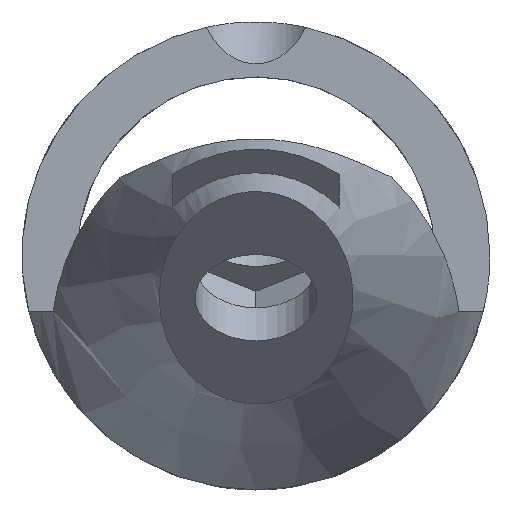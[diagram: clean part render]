
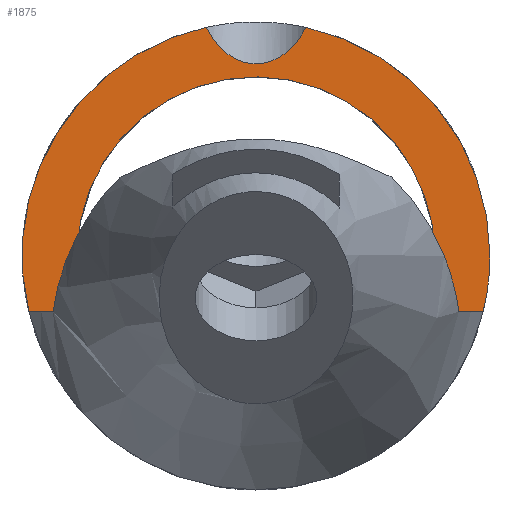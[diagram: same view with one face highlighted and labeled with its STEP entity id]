
A CAD part, top view. The second image highlights one B-rep face of the part: STEP entity #1875.
In plain terms, the highlighted planar face has unit normal (0, 0, 1).
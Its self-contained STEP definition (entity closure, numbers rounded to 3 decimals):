
#24 = VERTEX_POINT('',#25);
#25 = CARTESIAN_POINT('',(20.,0.,9.));
#32 = CYLINDRICAL_SURFACE('',#33,20.);
#33 = AXIS2_PLACEMENT_3D('',#34,#35,#36);
#34 = CARTESIAN_POINT('',(0.,0.,0.));
#35 = DIRECTION('',(-0.,-0.,-1.));
#36 = DIRECTION('',(1.,0.,0.));
#79 = EDGE_CURVE('',#24,#80,#82,.T.);
#80 = VERTEX_POINT('',#81);
#81 = CARTESIAN_POINT('',(4.256,19.542,9.));
#82 = SURFACE_CURVE('',#83,(#88,#95),.PCURVE_S1.);
#83 = CIRCLE('',#84,20.);
#84 = AXIS2_PLACEMENT_3D('',#85,#86,#87);
#85 = CARTESIAN_POINT('',(0.,0.,9.));
#86 = DIRECTION('',(0.,0.,1.));
#87 = DIRECTION('',(1.,0.,0.));
#88 = PCURVE('',#32,#89);
#89 = DEFINITIONAL_REPRESENTATION('',(#90),#94);
#90 = LINE('',#91,#92);
#91 = CARTESIAN_POINT('',(-0.,-9.));
#92 = VECTOR('',#93,1.);
#93 = DIRECTION('',(-1.,0.));
#94 = ( GEOMETRIC_REPRESENTATION_CONTEXT(2) 
PARAMETRIC_REPRESENTATION_CONTEXT() REPRESENTATION_CONTEXT('2D SPACE',''
  ) );
#95 = PCURVE('',#96,#101);
#96 = PLANE('',#97);
#97 = AXIS2_PLACEMENT_3D('',#98,#99,#100);
#98 = CARTESIAN_POINT('',(0.,0.,9.));
#99 = DIRECTION('',(0.,0.,1.));
#100 = DIRECTION('',(1.,0.,0.));
#101 = DEFINITIONAL_REPRESENTATION('',(#102),#106);
#102 = CIRCLE('',#103,20.);
#103 = AXIS2_PLACEMENT_2D('',#104,#105);
#104 = CARTESIAN_POINT('',(0.,0.));
#105 = DIRECTION('',(1.,0.));
#106 = ( GEOMETRIC_REPRESENTATION_CONTEXT(2) 
PARAMETRIC_REPRESENTATION_CONTEXT() REPRESENTATION_CONTEXT('2D SPACE',''
  ) );
#109 = VERTEX_POINT('',#110);
#110 = CARTESIAN_POINT('',(-4.256,19.542,9.));
#218 = CYLINDRICAL_SURFACE('',#219,5.2);
#219 = AXIS2_PLACEMENT_3D('',#220,#221,#222);
#220 = CARTESIAN_POINT('',(0.,16.384,16.384));
#221 = DIRECTION('',(0.,-0.707,0.707));
#222 = DIRECTION('',(1.,0.,0.));
#277 = EDGE_CURVE('',#109,#278,#280,.T.);
#278 = VERTEX_POINT('',#279);
#279 = CARTESIAN_POINT('',(-19.419,-4.787,9.));
#280 = SURFACE_CURVE('',#281,(#286,#293),.PCURVE_S1.);
#281 = CIRCLE('',#282,20.);
#282 = AXIS2_PLACEMENT_3D('',#283,#284,#285);
#283 = CARTESIAN_POINT('',(0.,0.,9.));
#284 = DIRECTION('',(0.,0.,1.));
#285 = DIRECTION('',(1.,0.,0.));
#286 = PCURVE('',#32,#287);
#287 = DEFINITIONAL_REPRESENTATION('',(#288),#292);
#288 = LINE('',#289,#290);
#289 = CARTESIAN_POINT('',(-0.,-9.));
#290 = VECTOR('',#291,1.);
#291 = DIRECTION('',(-1.,0.));
#292 = ( GEOMETRIC_REPRESENTATION_CONTEXT(2) 
PARAMETRIC_REPRESENTATION_CONTEXT() REPRESENTATION_CONTEXT('2D SPACE',''
  ) );
#293 = PCURVE('',#96,#294);
#294 = DEFINITIONAL_REPRESENTATION('',(#295),#299);
#295 = CIRCLE('',#296,20.);
#296 = AXIS2_PLACEMENT_2D('',#297,#298);
#297 = CARTESIAN_POINT('',(0.,0.));
#298 = DIRECTION('',(1.,0.));
#299 = ( GEOMETRIC_REPRESENTATION_CONTEXT(2) 
PARAMETRIC_REPRESENTATION_CONTEXT() REPRESENTATION_CONTEXT('2D SPACE',''
  ) );
#302 = VERTEX_POINT('',#303);
#303 = CARTESIAN_POINT('',(19.419,-4.787,9.));
#330 = EDGE_CURVE('',#302,#24,#331,.T.);
#331 = SURFACE_CURVE('',#332,(#337,#344),.PCURVE_S1.);
#332 = CIRCLE('',#333,20.);
#333 = AXIS2_PLACEMENT_3D('',#334,#335,#336);
#334 = CARTESIAN_POINT('',(0.,0.,9.));
#335 = DIRECTION('',(0.,0.,1.));
#336 = DIRECTION('',(1.,0.,0.));
#337 = PCURVE('',#32,#338);
#338 = DEFINITIONAL_REPRESENTATION('',(#339),#343);
#339 = LINE('',#340,#341);
#340 = CARTESIAN_POINT('',(-0.,-9.));
#341 = VECTOR('',#342,1.);
#342 = DIRECTION('',(-1.,0.));
#343 = ( GEOMETRIC_REPRESENTATION_CONTEXT(2) 
PARAMETRIC_REPRESENTATION_CONTEXT() REPRESENTATION_CONTEXT('2D SPACE',''
  ) );
#344 = PCURVE('',#96,#345);
#345 = DEFINITIONAL_REPRESENTATION('',(#346),#350);
#346 = CIRCLE('',#347,20.);
#347 = AXIS2_PLACEMENT_2D('',#348,#349);
#348 = CARTESIAN_POINT('',(0.,0.));
#349 = DIRECTION('',(1.,0.));
#350 = ( GEOMETRIC_REPRESENTATION_CONTEXT(2) 
PARAMETRIC_REPRESENTATION_CONTEXT() REPRESENTATION_CONTEXT('2D SPACE',''
  ) );
#1875 = ADVANCED_FACE('',(#1876),#96,.T.);
#1876 = FACE_BOUND('',#1877,.T.);
#1877 = EDGE_LOOP('',(#1878,#1913,#1914,#1942,#1971,#1995,#2021,#2022));
#1878 = ORIENTED_EDGE('',*,*,#1879,.F.);
#1879 = EDGE_CURVE('',#109,#80,#1880,.T.);
#1880 = SURFACE_CURVE('',#1881,(#1886,#1893),.PCURVE_S1.);
#1881 = ELLIPSE('',#1882,7.354,5.2);
#1882 = AXIS2_PLACEMENT_3D('',#1883,#1884,#1885);
#1883 = CARTESIAN_POINT('',(0.,23.767,9.));
#1884 = DIRECTION('',(-0.,0.,1.));
#1885 = DIRECTION('',(0.,-1.,0.));
#1886 = PCURVE('',#96,#1887);
#1887 = DEFINITIONAL_REPRESENTATION('',(#1888),#1892);
#1888 = ELLIPSE('',#1889,7.354,5.2);
#1889 = AXIS2_PLACEMENT_2D('',#1890,#1891);
#1890 = CARTESIAN_POINT('',(0.,23.767));
#1891 = DIRECTION('',(0.,-1.));
#1892 = ( GEOMETRIC_REPRESENTATION_CONTEXT(2) 
PARAMETRIC_REPRESENTATION_CONTEXT() REPRESENTATION_CONTEXT('2D SPACE',''
  ) );
#1893 = PCURVE('',#218,#1894);
#1894 = DEFINITIONAL_REPRESENTATION('',(#1895),#1912);
#1895 = B_SPLINE_CURVE_WITH_KNOTS('',8,(#1896,#1897,#1898,#1899,#1900,
    #1901,#1902,#1903,#1904,#1905,#1906,#1907,#1908,#1909,#1910,#1911),
  .UNSPECIFIED.,.F.,.F.,(9,7,9),(4.681,6.267,
    7.854),.UNSPECIFIED.);
#1896 = CARTESIAN_POINT('',(3.11,-10.607));
#1897 = CARTESIAN_POINT('',(3.308,-9.576));
#1898 = CARTESIAN_POINT('',(3.507,-8.538));
#1899 = CARTESIAN_POINT('',(3.705,-7.554));
#1900 = CARTESIAN_POINT('',(3.903,-6.687));
#1901 = CARTESIAN_POINT('',(4.102,-5.992));
#1902 = CARTESIAN_POINT('',(4.3,-5.509));
#1903 = CARTESIAN_POINT('',(4.498,-5.259));
#1904 = CARTESIAN_POINT('',(4.895,-5.226));
#1905 = CARTESIAN_POINT('',(5.093,-5.444));
#1906 = CARTESIAN_POINT('',(5.292,-5.896));
#1907 = CARTESIAN_POINT('',(5.49,-6.564));
#1908 = CARTESIAN_POINT('',(5.688,-7.41));
#1909 = CARTESIAN_POINT('',(5.887,-8.379));
#1910 = CARTESIAN_POINT('',(6.085,-9.411));
#1911 = CARTESIAN_POINT('',(6.283,-10.442));
#1912 = ( GEOMETRIC_REPRESENTATION_CONTEXT(2) 
PARAMETRIC_REPRESENTATION_CONTEXT() REPRESENTATION_CONTEXT('2D SPACE',''
  ) );
#1913 = ORIENTED_EDGE('',*,*,#277,.T.);
#1914 = ORIENTED_EDGE('',*,*,#1915,.F.);
#1915 = EDGE_CURVE('',#1916,#278,#1918,.T.);
#1916 = VERTEX_POINT('',#1917);
#1917 = CARTESIAN_POINT('',(-14.532,-4.787,9.));
#1918 = SURFACE_CURVE('',#1919,(#1923,#1930),.PCURVE_S1.);
#1919 = LINE('',#1920,#1921);
#1920 = CARTESIAN_POINT('',(92.63,-4.787,9.));
#1921 = VECTOR('',#1922,1.);
#1922 = DIRECTION('',(-1.,0.,0.));
#1923 = PCURVE('',#96,#1924);
#1924 = DEFINITIONAL_REPRESENTATION('',(#1925),#1929);
#1925 = LINE('',#1926,#1927);
#1926 = CARTESIAN_POINT('',(92.63,-4.787));
#1927 = VECTOR('',#1928,1.);
#1928 = DIRECTION('',(-1.,0.));
#1929 = ( GEOMETRIC_REPRESENTATION_CONTEXT(2) 
PARAMETRIC_REPRESENTATION_CONTEXT() REPRESENTATION_CONTEXT('2D SPACE',''
  ) );
#1930 = PCURVE('',#1931,#1936);
#1931 = PLANE('',#1932);
#1932 = AXIS2_PLACEMENT_3D('',#1933,#1934,#1935);
#1933 = CARTESIAN_POINT('',(92.63,-4.787,9.));
#1934 = DIRECTION('',(0.,1.,0.));
#1935 = DIRECTION('',(0.,0.,1.));
#1936 = DEFINITIONAL_REPRESENTATION('',(#1937),#1941);
#1937 = LINE('',#1938,#1939);
#1938 = CARTESIAN_POINT('',(0.,0.));
#1939 = VECTOR('',#1940,1.);
#1940 = DIRECTION('',(0.,-1.));
#1941 = ( GEOMETRIC_REPRESENTATION_CONTEXT(2) 
PARAMETRIC_REPRESENTATION_CONTEXT() REPRESENTATION_CONTEXT('2D SPACE',''
  ) );
#1942 = ORIENTED_EDGE('',*,*,#1943,.F.);
#1943 = EDGE_CURVE('',#1944,#1916,#1946,.T.);
#1944 = VERTEX_POINT('',#1945);
#1945 = CARTESIAN_POINT('',(15.3,0.,9.));
#1946 = SURFACE_CURVE('',#1947,(#1952,#1959),.PCURVE_S1.);
#1947 = CIRCLE('',#1948,15.3);
#1948 = AXIS2_PLACEMENT_3D('',#1949,#1950,#1951);
#1949 = CARTESIAN_POINT('',(0.,0.,9.));
#1950 = DIRECTION('',(0.,0.,1.));
#1951 = DIRECTION('',(1.,0.,0.));
#1952 = PCURVE('',#96,#1953);
#1953 = DEFINITIONAL_REPRESENTATION('',(#1954),#1958);
#1954 = CIRCLE('',#1955,15.3);
#1955 = AXIS2_PLACEMENT_2D('',#1956,#1957);
#1956 = CARTESIAN_POINT('',(0.,0.));
#1957 = DIRECTION('',(1.,0.));
#1958 = ( GEOMETRIC_REPRESENTATION_CONTEXT(2) 
PARAMETRIC_REPRESENTATION_CONTEXT() REPRESENTATION_CONTEXT('2D SPACE',''
  ) );
#1959 = PCURVE('',#1960,#1965);
#1960 = CYLINDRICAL_SURFACE('',#1961,15.3);
#1961 = AXIS2_PLACEMENT_3D('',#1962,#1963,#1964);
#1962 = CARTESIAN_POINT('',(0.,0.,0.));
#1963 = DIRECTION('',(-0.,-0.,-1.));
#1964 = DIRECTION('',(1.,0.,0.));
#1965 = DEFINITIONAL_REPRESENTATION('',(#1966),#1970);
#1966 = LINE('',#1967,#1968);
#1967 = CARTESIAN_POINT('',(-0.,-9.));
#1968 = VECTOR('',#1969,1.);
#1969 = DIRECTION('',(-1.,0.));
#1970 = ( GEOMETRIC_REPRESENTATION_CONTEXT(2) 
PARAMETRIC_REPRESENTATION_CONTEXT() REPRESENTATION_CONTEXT('2D SPACE',''
  ) );
#1971 = ORIENTED_EDGE('',*,*,#1972,.F.);
#1972 = EDGE_CURVE('',#1973,#1944,#1975,.T.);
#1973 = VERTEX_POINT('',#1974);
#1974 = CARTESIAN_POINT('',(14.532,-4.787,9.));
#1975 = SURFACE_CURVE('',#1976,(#1981,#1988),.PCURVE_S1.);
#1976 = CIRCLE('',#1977,15.3);
#1977 = AXIS2_PLACEMENT_3D('',#1978,#1979,#1980);
#1978 = CARTESIAN_POINT('',(0.,0.,9.));
#1979 = DIRECTION('',(0.,0.,1.));
#1980 = DIRECTION('',(1.,0.,0.));
#1981 = PCURVE('',#96,#1982);
#1982 = DEFINITIONAL_REPRESENTATION('',(#1983),#1987);
#1983 = CIRCLE('',#1984,15.3);
#1984 = AXIS2_PLACEMENT_2D('',#1985,#1986);
#1985 = CARTESIAN_POINT('',(0.,0.));
#1986 = DIRECTION('',(1.,0.));
#1987 = ( GEOMETRIC_REPRESENTATION_CONTEXT(2) 
PARAMETRIC_REPRESENTATION_CONTEXT() REPRESENTATION_CONTEXT('2D SPACE',''
  ) );
#1988 = PCURVE('',#1960,#1989);
#1989 = DEFINITIONAL_REPRESENTATION('',(#1990),#1994);
#1990 = LINE('',#1991,#1992);
#1991 = CARTESIAN_POINT('',(-0.,-9.));
#1992 = VECTOR('',#1993,1.);
#1993 = DIRECTION('',(-1.,0.));
#1994 = ( GEOMETRIC_REPRESENTATION_CONTEXT(2) 
PARAMETRIC_REPRESENTATION_CONTEXT() REPRESENTATION_CONTEXT('2D SPACE',''
  ) );
#1995 = ORIENTED_EDGE('',*,*,#1996,.F.);
#1996 = EDGE_CURVE('',#302,#1973,#1997,.T.);
#1997 = SURFACE_CURVE('',#1998,(#2002,#2009),.PCURVE_S1.);
#1998 = LINE('',#1999,#2000);
#1999 = CARTESIAN_POINT('',(92.63,-4.787,9.));
#2000 = VECTOR('',#2001,1.);
#2001 = DIRECTION('',(-1.,0.,0.));
#2002 = PCURVE('',#96,#2003);
#2003 = DEFINITIONAL_REPRESENTATION('',(#2004),#2008);
#2004 = LINE('',#2005,#2006);
#2005 = CARTESIAN_POINT('',(92.63,-4.787));
#2006 = VECTOR('',#2007,1.);
#2007 = DIRECTION('',(-1.,0.));
#2008 = ( GEOMETRIC_REPRESENTATION_CONTEXT(2) 
PARAMETRIC_REPRESENTATION_CONTEXT() REPRESENTATION_CONTEXT('2D SPACE',''
  ) );
#2009 = PCURVE('',#2010,#2015);
#2010 = PLANE('',#2011);
#2011 = AXIS2_PLACEMENT_3D('',#2012,#2013,#2014);
#2012 = CARTESIAN_POINT('',(92.63,-4.787,9.));
#2013 = DIRECTION('',(0.,1.,0.));
#2014 = DIRECTION('',(0.,0.,1.));
#2015 = DEFINITIONAL_REPRESENTATION('',(#2016),#2020);
#2016 = LINE('',#2017,#2018);
#2017 = CARTESIAN_POINT('',(0.,0.));
#2018 = VECTOR('',#2019,1.);
#2019 = DIRECTION('',(0.,-1.));
#2020 = ( GEOMETRIC_REPRESENTATION_CONTEXT(2) 
PARAMETRIC_REPRESENTATION_CONTEXT() REPRESENTATION_CONTEXT('2D SPACE',''
  ) );
#2021 = ORIENTED_EDGE('',*,*,#330,.T.);
#2022 = ORIENTED_EDGE('',*,*,#79,.T.);
